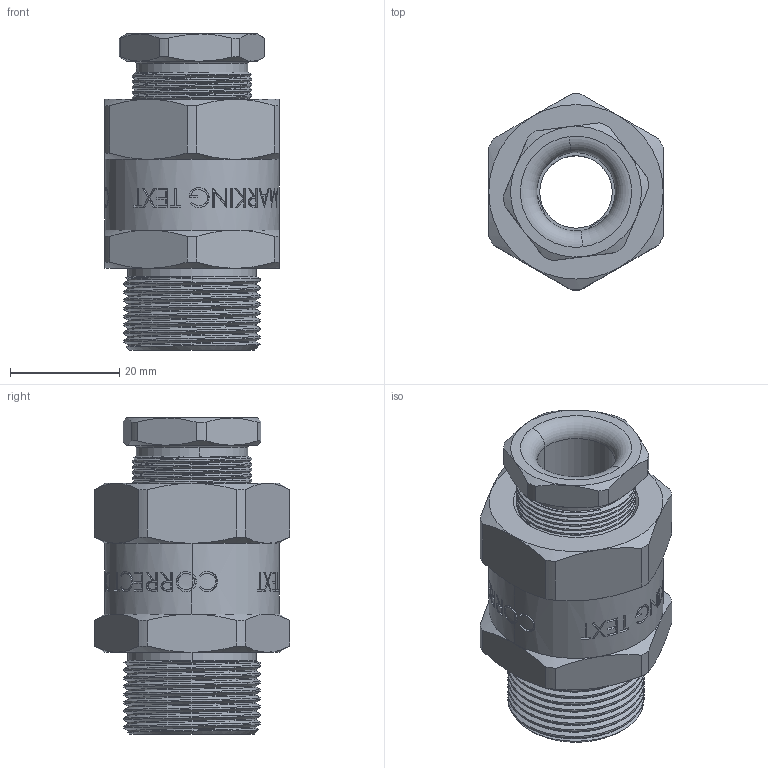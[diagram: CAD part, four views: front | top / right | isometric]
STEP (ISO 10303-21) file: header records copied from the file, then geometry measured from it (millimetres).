
FILE_DESCRIPTION (( 'STEP AP203' ), '1' );
FILE_NAME ('M25-C3-15mm D620.step', '2025-04-03T12:14:39', ( '' ), ( '' ), 'SwSTEP 2.0', 'SolidWorks 2022', '' );
FILE_SCHEMA (( 'CONFIG_CONTROL_DESIGN' ));
Length unit declared in the file: millimetre
Products named in the file (6): 750A106967; 750A109760; M25-C3-15mm D620; 750A106983; O-Ring for M25_Juks 2; 750A109782
Assembly tree (5 placements, depth 2):
  M25-C3-15mm D620
    750A109782
    750A106967
    750A109760
    750A106983
    O-Ring for M25_Juks 2
Bounding box: 32 x 35.95 x 58 mm (x, y, z)
Volume: 28749.8 mm3; surface area: 16935 mm2
Topology: 5 solids, 5 shells, 950 faces, 2552 edges, 1680 vertices
Faces by surface type: plane 336, bspline 309, cylinder 243, cone 54, torus 8
Entity records: 59948 total; most frequent: CARTESIAN_POINT 38819, ORIENTED_EDGE 5104, DIRECTION 3003, EDGE_CURVE 2552, VERTEX_POINT 1680, EDGE_LOOP 1028, AXIS2_PLACEMENT_3D 1002, VECTOR 999
